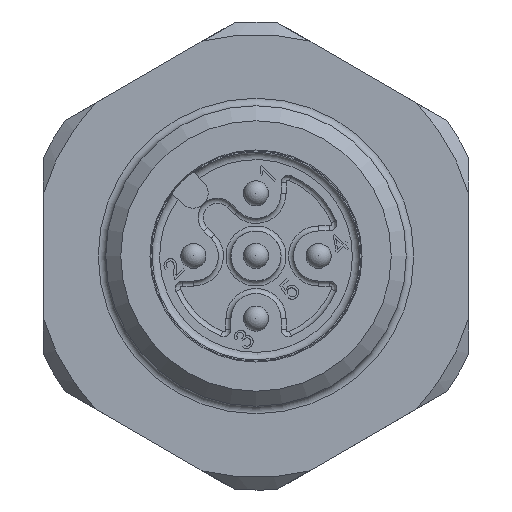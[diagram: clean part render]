
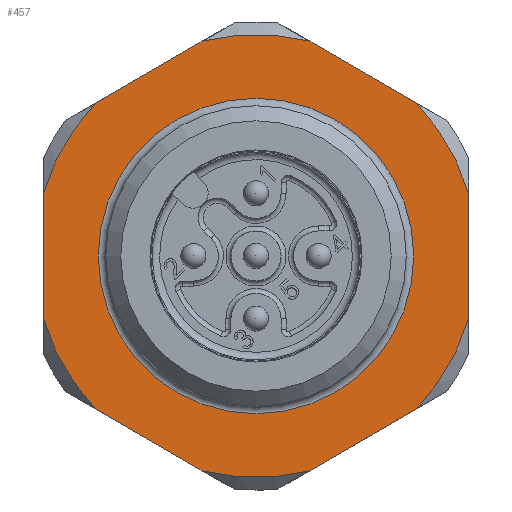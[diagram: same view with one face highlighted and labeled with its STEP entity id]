
A CAD part, front view. The second image highlights one B-rep face of the part: STEP entity #457.
In plain terms, the highlighted planar face has unit normal (0, -1, 0).
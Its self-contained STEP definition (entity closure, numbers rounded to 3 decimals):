
#457=ADVANCED_FACE('',(#1215,#1216),#662,.T.);
#662=PLANE('',#3560);
#761=LINE('',#4929,#980);
#762=LINE('',#4930,#981);
#763=LINE('',#4931,#982);
#764=LINE('',#4932,#983);
#765=LINE('',#4933,#984);
#766=LINE('',#4934,#985);
#980=VECTOR('',#3950,1.);
#981=VECTOR('',#3951,1.);
#982=VECTOR('',#3952,1.);
#983=VECTOR('',#3953,1.);
#984=VECTOR('',#3954,1.);
#985=VECTOR('',#3955,1.);
#1215=FACE_BOUND('',#1359,.T.);
#1216=FACE_BOUND('',#1360,.T.);
#1359=EDGE_LOOP('',(#1695));
#1360=EDGE_LOOP('',(#1696,#1697,#1698,#1699,#1700,#1701,#1702,#1703,#1704,
#1705,#1706,#1707));
#1695=ORIENTED_EDGE('',*,*,#2944,.T.);
#1696=ORIENTED_EDGE('',*,*,#2927,.F.);
#1697=ORIENTED_EDGE('',*,*,#2945,.T.);
#1698=ORIENTED_EDGE('',*,*,#2929,.F.);
#1699=ORIENTED_EDGE('',*,*,#2946,.T.);
#1700=ORIENTED_EDGE('',*,*,#2942,.F.);
#1701=ORIENTED_EDGE('',*,*,#2947,.T.);
#1702=ORIENTED_EDGE('',*,*,#2939,.F.);
#1703=ORIENTED_EDGE('',*,*,#2948,.T.);
#1704=ORIENTED_EDGE('',*,*,#2936,.F.);
#1705=ORIENTED_EDGE('',*,*,#2949,.T.);
#1706=ORIENTED_EDGE('',*,*,#2933,.F.);
#1707=ORIENTED_EDGE('',*,*,#2950,.T.);
#2595=VERTEX_POINT('',#4859);
#2596=VERTEX_POINT('',#4861);
#2597=VERTEX_POINT('',#4868);
#2598=VERTEX_POINT('',#4869);
#2599=VERTEX_POINT('',#4883);
#2600=VERTEX_POINT('',#4885);
#2601=VERTEX_POINT('',#4895);
#2602=VERTEX_POINT('',#4897);
#2603=VERTEX_POINT('',#4907);
#2604=VERTEX_POINT('',#4909);
#2605=VERTEX_POINT('',#4919);
#2606=VERTEX_POINT('',#4921);
#2607=VERTEX_POINT('',#4928);
#2927=EDGE_CURVE('',#2595,#2596,#3376,.T.);
#2929=EDGE_CURVE('',#2597,#2598,#3377,.T.);
#2933=EDGE_CURVE('',#2599,#2600,#3378,.T.);
#2936=EDGE_CURVE('',#2601,#2602,#3379,.T.);
#2939=EDGE_CURVE('',#2603,#2604,#3380,.T.);
#2942=EDGE_CURVE('',#2605,#2606,#3381,.T.);
#2944=EDGE_CURVE('',#2607,#2607,#3382,.T.);
#2945=EDGE_CURVE('',#2595,#2598,#761,.T.);
#2946=EDGE_CURVE('',#2597,#2606,#762,.T.);
#2947=EDGE_CURVE('',#2605,#2604,#763,.T.);
#2948=EDGE_CURVE('',#2603,#2602,#764,.T.);
#2949=EDGE_CURVE('',#2601,#2600,#765,.T.);
#2950=EDGE_CURVE('',#2599,#2596,#766,.T.);
#3376=CIRCLE('',#3547,8.85);
#3377=CIRCLE('',#3549,8.85);
#3378=CIRCLE('',#3551,8.85);
#3379=CIRCLE('',#3553,8.85);
#3380=CIRCLE('',#3555,8.85);
#3381=CIRCLE('',#3557,8.85);
#3382=CIRCLE('',#3559,6.3);
#3547=AXIS2_PLACEMENT_3D('',#4860,#3924,#3925);
#3549=AXIS2_PLACEMENT_3D('',#4867,#3928,#3929);
#3551=AXIS2_PLACEMENT_3D('',#4884,#3932,#3933);
#3553=AXIS2_PLACEMENT_3D('',#4896,#3936,#3937);
#3555=AXIS2_PLACEMENT_3D('',#4908,#3940,#3941);
#3557=AXIS2_PLACEMENT_3D('',#4920,#3944,#3945);
#3559=AXIS2_PLACEMENT_3D('',#4927,#3948,#3949);
#3560=AXIS2_PLACEMENT_3D('',#4935,#3956,#3957);
#3924=DIRECTION('',(0.,1.,0.));
#3925=DIRECTION('',(1.,0.,0.));
#3928=DIRECTION('',(0.,1.,0.));
#3929=DIRECTION('',(1.,0.,0.));
#3932=DIRECTION('',(0.,1.,0.));
#3933=DIRECTION('',(1.,0.,0.));
#3936=DIRECTION('',(0.,1.,0.));
#3937=DIRECTION('',(1.,0.,0.));
#3940=DIRECTION('',(0.,1.,0.));
#3941=DIRECTION('',(1.,0.,0.));
#3944=DIRECTION('',(0.,1.,0.));
#3945=DIRECTION('',(1.,0.,0.));
#3948=DIRECTION('',(0.,1.,0.));
#3949=DIRECTION('',(-1.,0.,0.));
#3950=DIRECTION('',(-0.866,0.,-0.5));
#3951=DIRECTION('',(0.,0.,-1.));
#3952=DIRECTION('',(0.866,0.,-0.5));
#3953=DIRECTION('',(0.866,0.,0.5));
#3954=DIRECTION('',(0.,0.,1.));
#3955=DIRECTION('',(-0.866,0.,0.5));
#3956=DIRECTION('',(0.,-1.,0.));
#3957=DIRECTION('',(1.,0.,0.));
#4859=CARTESIAN_POINT('',(15.309,-7.425,8.593));
#4860=CARTESIAN_POINT('',(17.425,-7.425,0.));
#4861=CARTESIAN_POINT('',(19.541,-7.425,8.593));
#4867=CARTESIAN_POINT('',(17.425,-7.425,0.));
#4868=CARTESIAN_POINT('',(8.925,-7.425,2.464));
#4869=CARTESIAN_POINT('',(11.041,-7.425,6.129));
#4883=CARTESIAN_POINT('',(23.809,-7.425,6.129));
#4884=CARTESIAN_POINT('',(17.425,-7.425,0.));
#4885=CARTESIAN_POINT('',(25.925,-7.425,2.464));
#4895=CARTESIAN_POINT('',(25.925,-7.425,-2.464));
#4896=CARTESIAN_POINT('',(17.425,-7.425,0.));
#4897=CARTESIAN_POINT('',(23.809,-7.425,-6.129));
#4907=CARTESIAN_POINT('',(19.541,-7.425,-8.593));
#4908=CARTESIAN_POINT('',(17.425,-7.425,0.));
#4909=CARTESIAN_POINT('',(15.309,-7.425,-8.593));
#4919=CARTESIAN_POINT('',(11.041,-7.425,-6.129));
#4920=CARTESIAN_POINT('',(17.425,-7.425,0.));
#4921=CARTESIAN_POINT('',(8.925,-7.425,-2.464));
#4927=CARTESIAN_POINT('',(17.425,-7.425,0.));
#4928=CARTESIAN_POINT('',(11.125,-7.425,0.));
#4929=CARTESIAN_POINT('',(9.343,-7.425,5.149));
#4930=CARTESIAN_POINT('',(8.925,-7.425,-8.85));
#4931=CARTESIAN_POINT('',(17.007,-7.425,-9.574));
#4932=CARTESIAN_POINT('',(17.843,-7.425,-9.574));
#4933=CARTESIAN_POINT('',(25.925,-7.425,-8.85));
#4934=CARTESIAN_POINT('',(25.507,-7.425,5.149));
#4935=CARTESIAN_POINT('',(17.425,-7.425,-8.85));
